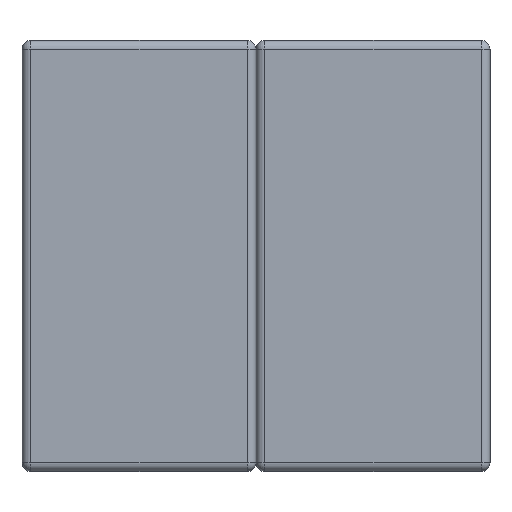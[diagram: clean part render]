
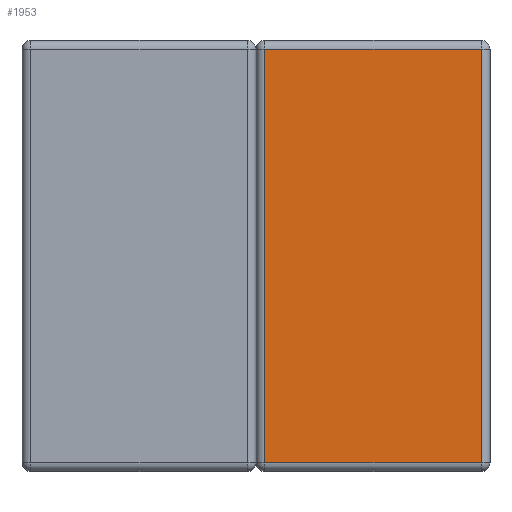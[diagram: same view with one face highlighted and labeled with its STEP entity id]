
A CAD part, left-side view. The second image highlights one B-rep face of the part: STEP entity #1953.
In plain terms, the highlighted planar face has unit normal (-1, 0, 0).
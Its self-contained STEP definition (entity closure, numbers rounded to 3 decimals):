
#17 = VECTOR ( 'NONE', #3991, 1000. ) ;
#75 = CARTESIAN_POINT ( 'NONE',  ( 0., 0.07, -0.07 ) ) ;
#325 = CARTESIAN_POINT ( 'NONE',  ( 0., 0., -3.43 ) ) ;
#373 = EDGE_CURVE ( 'NONE', #7177, #2777, #2023, .T. ) ;
#393 = EDGE_CURVE ( 'NONE', #3816, #7177, #2471, .T. ) ;
#767 = DIRECTION ( 'NONE',  ( 0., -1., 0. ) ) ;
#776 = AXIS2_PLACEMENT_3D ( 'NONE', #3594, #1286, #3566 ) ;
#831 = CARTESIAN_POINT ( 'NONE',  ( 0., 0.07, -3.43 ) ) ;
#1016 = ORIENTED_EDGE ( 'NONE', *, *, #3459, .T. ) ;
#1286 = DIRECTION ( 'NONE',  ( -1., 0., 0. ) ) ;
#1355 = CARTESIAN_POINT ( 'NONE',  ( 0., 0.07, 0. ) ) ;
#1890 = PLANE ( 'NONE',  #776 ) ;
#1953 = ADVANCED_FACE ( 'NONE', ( #4125 ), #1890, .T. ) ;
#1991 = CARTESIAN_POINT ( 'NONE',  ( 0., 1.83, -0.07 ) ) ;
#2023 = LINE ( 'NONE', #1355, #2802 ) ;
#2366 = VERTEX_POINT ( 'NONE', #1991 ) ;
#2471 = LINE ( 'NONE', #325, #3159 ) ;
#2777 = VERTEX_POINT ( 'NONE', #75 ) ;
#2802 = VECTOR ( 'NONE', #5350, 1000. ) ;
#3159 = VECTOR ( 'NONE', #767, 1000. ) ;
#3278 = ORIENTED_EDGE ( 'NONE', *, *, #6312, .T. ) ;
#3361 = LINE ( 'NONE', #7288, #17 ) ;
#3459 = EDGE_CURVE ( 'NONE', #2366, #3816, #3361, .T. ) ;
#3558 = EDGE_LOOP ( 'NONE', ( #4137, #6747, #3278, #1016 ) ) ;
#3566 = DIRECTION ( 'NONE',  ( 0., 0., 1. ) ) ;
#3594 = CARTESIAN_POINT ( 'NONE',  ( 0., 0., 0. ) ) ;
#3725 = CARTESIAN_POINT ( 'NONE',  ( 0., 1.83, -3.43 ) ) ;
#3816 = VERTEX_POINT ( 'NONE', #3725 ) ;
#3871 = LINE ( 'NONE', #6138, #6331 ) ;
#3991 = DIRECTION ( 'NONE',  ( 0., 0., -1. ) ) ;
#4125 = FACE_OUTER_BOUND ( 'NONE', #3558, .T. ) ;
#4137 = ORIENTED_EDGE ( 'NONE', *, *, #393, .T. ) ;
#4881 = DIRECTION ( 'NONE',  ( 0., 1., 0. ) ) ;
#5350 = DIRECTION ( 'NONE',  ( 0., 0., 1. ) ) ;
#6138 = CARTESIAN_POINT ( 'NONE',  ( 0., 1.9, -0.07 ) ) ;
#6312 = EDGE_CURVE ( 'NONE', #2777, #2366, #3871, .T. ) ;
#6331 = VECTOR ( 'NONE', #4881, 1000. ) ;
#6747 = ORIENTED_EDGE ( 'NONE', *, *, #373, .T. ) ;
#7177 = VERTEX_POINT ( 'NONE', #831 ) ;
#7288 = CARTESIAN_POINT ( 'NONE',  ( 0., 1.83, -3.5 ) ) ;
